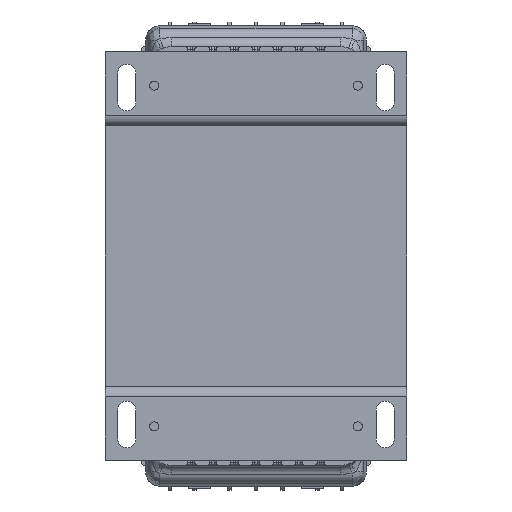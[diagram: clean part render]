
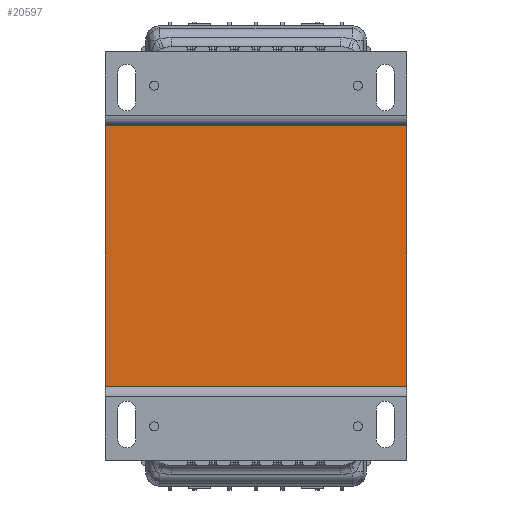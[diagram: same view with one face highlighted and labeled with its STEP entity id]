
A CAD part, front view. The second image highlights one B-rep face of the part: STEP entity #20597.
In plain terms, the highlighted planar face has unit normal (0, -1, 0).
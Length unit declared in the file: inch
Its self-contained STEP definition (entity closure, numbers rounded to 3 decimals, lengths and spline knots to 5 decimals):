
#494 = CARTESIAN_POINT ( 'NONE',  ( 3.0915, -1.52919, 2.26378 ) ) ;
#612 = EDGE_CURVE ( 'NONE', #17555, #7788, #16738, .T. ) ;
#1610 = ORIENTED_EDGE ( 'NONE', *, *, #23546, .F. ) ;
#1860 = EDGE_LOOP ( 'NONE', ( #1610, #21496, #19993, #11469 ) ) ;
#3845 = LINE ( 'NONE', #11440, #12961 ) ;
#4874 = CARTESIAN_POINT ( 'NONE',  ( 3.0915, -1.52919, 2.26378 ) ) ;
#5105 = DIRECTION ( 'NONE',  ( -1., 0., 0. ) ) ;
#7644 = VERTEX_POINT ( 'NONE', #21782 ) ;
#7788 = VERTEX_POINT ( 'NONE', #9487 ) ;
#9487 = CARTESIAN_POINT ( 'NONE',  ( -2.15259, -1.52919, -2.26378 ) ) ;
#10673 = VECTOR ( 'NONE', #18792, 39.37008 ) ;
#10775 = CARTESIAN_POINT ( 'NONE',  ( 0., -1.52919, 0. ) ) ;
#11440 = CARTESIAN_POINT ( 'NONE',  ( -2.15259, -1.52919, -2.26378 ) ) ;
#11469 = ORIENTED_EDGE ( 'NONE', *, *, #18114, .F. ) ;
#12052 = LINE ( 'NONE', #17704, #23726 ) ;
#12355 = EDGE_CURVE ( 'NONE', #7788, #7644, #3845, .T. ) ;
#12961 = VECTOR ( 'NONE', #20590, 39.37008 ) ;
#13910 = LINE ( 'NONE', #4874, #18476 ) ;
#14606 = PLANE ( 'NONE',  #17149 ) ;
#15049 = CARTESIAN_POINT ( 'NONE',  ( 3.0915, -1.52919, -2.26378 ) ) ;
#16738 = LINE ( 'NONE', #15049, #10673 ) ;
#17149 = AXIS2_PLACEMENT_3D ( 'NONE', #10775, #21840, #5105 ) ;
#17555 = VERTEX_POINT ( 'NONE', #22012 ) ;
#17704 = CARTESIAN_POINT ( 'NONE',  ( -2.15259, -1.52919, 2.26378 ) ) ;
#18114 = EDGE_CURVE ( 'NONE', #19928, #17555, #13910, .T. ) ;
#18476 = VECTOR ( 'NONE', #21376, 39.37008 ) ;
#18792 = DIRECTION ( 'NONE',  ( -1., 0., 0. ) ) ;
#19396 = DIRECTION ( 'NONE',  ( 1., 0., 0. ) ) ;
#19928 = VERTEX_POINT ( 'NONE', #494 ) ;
#19993 = ORIENTED_EDGE ( 'NONE', *, *, #612, .F. ) ;
#20590 = DIRECTION ( 'NONE',  ( 0., 0., 1. ) ) ;
#20597 = ADVANCED_FACE ( 'NONE', ( #21610 ), #14606, .F. ) ;
#21376 = DIRECTION ( 'NONE',  ( 0., 0., -1. ) ) ;
#21496 = ORIENTED_EDGE ( 'NONE', *, *, #12355, .F. ) ;
#21610 = FACE_OUTER_BOUND ( 'NONE', #1860, .T. ) ;
#21782 = CARTESIAN_POINT ( 'NONE',  ( -2.15259, -1.52919, 2.26378 ) ) ;
#21840 = DIRECTION ( 'NONE',  ( 0., 1., 0. ) ) ;
#22012 = CARTESIAN_POINT ( 'NONE',  ( 3.0915, -1.52919, -2.26378 ) ) ;
#23546 = EDGE_CURVE ( 'NONE', #7644, #19928, #12052, .T. ) ;
#23726 = VECTOR ( 'NONE', #19396, 39.37008 ) ;
